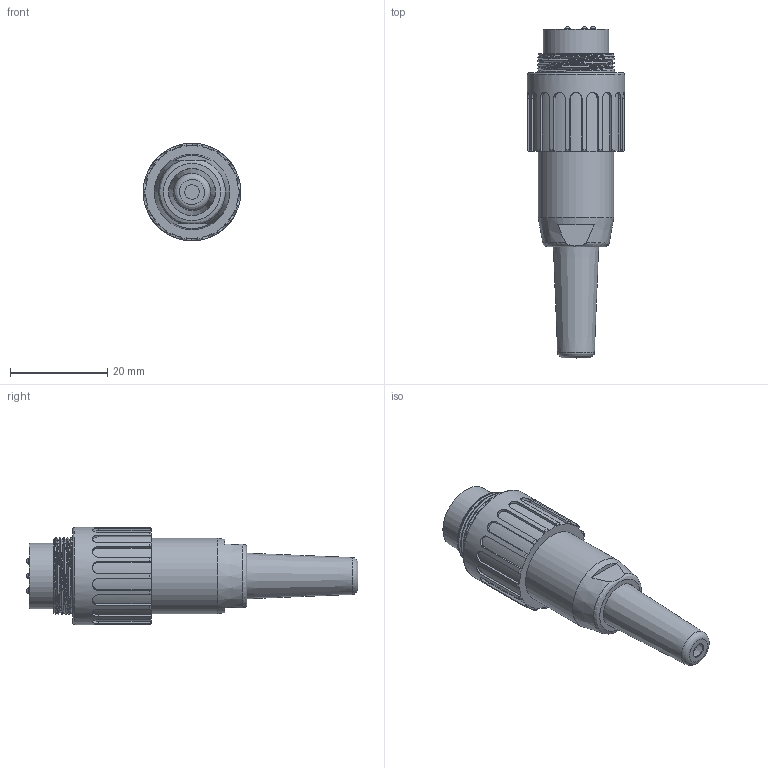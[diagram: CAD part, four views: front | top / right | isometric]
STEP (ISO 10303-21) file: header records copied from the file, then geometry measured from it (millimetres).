
FILE_DESCRIPTION(/* description */ (''),/* implementation_level */ '2;1');
FILE_NAME(/* name */ 't 3360 013 unxc001-02.stp',/* time_stamp */ '2019-07-08T16:27:00+02:00',/* author */ (''),/* organization */ (''),/* preprocessor_version */ 'ST-DEVELOPER v16.7',/* originating_system */ 'SIEMENS PLM Software NX 12.0',/* authorisation */ '');
FILE_SCHEMA (('AUTOMOTIVE_DESIGN { 1 0 10303 214 3 1 1 1 }'));
Length unit declared in the file: millimetre
Products named in the file (1): t 3360 013 unxc001-02
Bounding box: 20 x 68.1 x 20 mm (x, y, z)
Volume: 10298.8 mm3; surface area: 4316.7 mm2
Topology: 1 solids, 1 shells, 194 faces, 520 edges, 343 vertices
Faces by surface type: cylinder 75, plane 71, bspline 33, cone 15
Full cylindrical faces by diameter (mm): 1.475 x5, 1.82 x5, 3 x1, 9.6 x1, 13.5 x1, 15.5 x1, 20 x1
Entity records: 7574 total; most frequent: CARTESIAN_POINT 2868, ORIENTED_EDGE 916, DIRECTION 777, EDGE_CURVE 458, VERTEX_POINT 323, AXIS2_PLACEMENT_3D 299, EDGE_LOOP 253, ADVANCED_FACE 194
